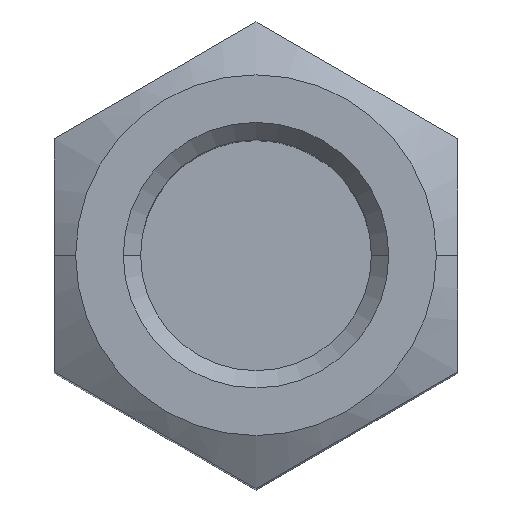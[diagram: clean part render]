
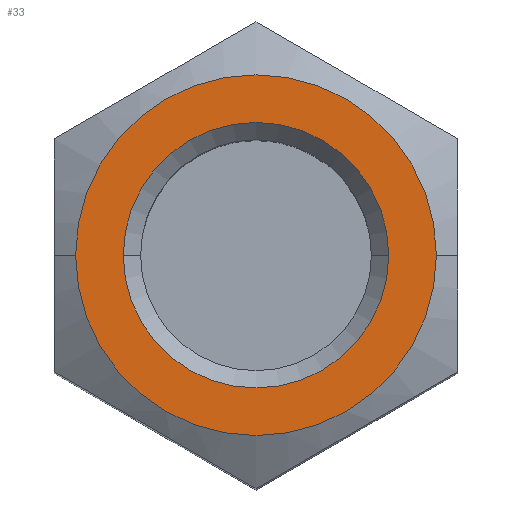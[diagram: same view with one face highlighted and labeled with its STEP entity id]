
A CAD part, top view. The second image highlights one B-rep face of the part: STEP entity #33.
In plain terms, the highlighted planar face has unit normal (0, 0, 1).
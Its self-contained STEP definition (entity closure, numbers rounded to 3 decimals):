
#1 = EDGE_CURVE ( 'NONE', #874, #617, #435, .T. ) ;
#9 = EDGE_CURVE ( 'NONE', #617, #874, #355, .T. ) ;
#16 = DIRECTION ( 'NONE',  ( 0., 0., 1. ) ) ;
#26 = AXIS2_PLACEMENT_3D ( 'NONE', #273, #136, #577 ) ;
#33 = ADVANCED_FACE ( 'NONE', ( #587, #421 ), #755, .F. ) ;
#52 = EDGE_CURVE ( 'NONE', #655, #647, #197, .T. ) ;
#88 = AXIS2_PLACEMENT_3D ( 'NONE', #552, #620, #398 ) ;
#115 = ORIENTED_EDGE ( 'NONE', *, *, #1, .F. ) ;
#136 = DIRECTION ( 'NONE',  ( 0., 0., 1. ) ) ;
#183 = DIRECTION ( 'NONE',  ( 0., 0., -1. ) ) ;
#197 = CIRCLE ( 'NONE', #576, 6.25 ) ;
#228 = ORIENTED_EDGE ( 'NONE', *, *, #52, .T. ) ;
#273 = CARTESIAN_POINT ( 'NONE',  ( 0., 0., 32. ) ) ;
#278 = ORIENTED_EDGE ( 'NONE', *, *, #9, .F. ) ;
#313 = ORIENTED_EDGE ( 'NONE', *, *, #833, .T. ) ;
#325 = CARTESIAN_POINT ( 'NONE',  ( 0., 0., 32. ) ) ;
#355 = CIRCLE ( 'NONE', #26, 4.6 ) ;
#398 = DIRECTION ( 'NONE',  ( 1., 0., 0. ) ) ;
#402 = DIRECTION ( 'NONE',  ( 1., 0., 0. ) ) ;
#421 = FACE_OUTER_BOUND ( 'NONE', #459, .T. ) ;
#426 = CARTESIAN_POINT ( 'NONE',  ( 6.25, 0., 32. ) ) ;
#430 = DIRECTION ( 'NONE',  ( -1., 0., 0. ) ) ;
#435 = CIRCLE ( 'NONE', #88, 4.6 ) ;
#459 = EDGE_LOOP ( 'NONE', ( #228, #313 ) ) ;
#552 = CARTESIAN_POINT ( 'NONE',  ( 0., 0., 32. ) ) ;
#576 = AXIS2_PLACEMENT_3D ( 'NONE', #601, #913, #901 ) ;
#577 = DIRECTION ( 'NONE',  ( 1., 0., 0. ) ) ;
#582 = AXIS2_PLACEMENT_3D ( 'NONE', #325, #16, #402 ) ;
#587 = FACE_BOUND ( 'NONE', #664, .T. ) ;
#601 = CARTESIAN_POINT ( 'NONE',  ( 0., 0., 32. ) ) ;
#617 = VERTEX_POINT ( 'NONE', #860 ) ;
#619 = CARTESIAN_POINT ( 'NONE',  ( 4.6, 0., 32. ) ) ;
#620 = DIRECTION ( 'NONE',  ( 0., 0., 1. ) ) ;
#647 = VERTEX_POINT ( 'NONE', #863 ) ;
#655 = VERTEX_POINT ( 'NONE', #426 ) ;
#664 = EDGE_LOOP ( 'NONE', ( #115, #278 ) ) ;
#755 = PLANE ( 'NONE',  #922 ) ;
#826 = CIRCLE ( 'NONE', #582, 6.25 ) ;
#833 = EDGE_CURVE ( 'NONE', #647, #655, #826, .T. ) ;
#850 = CARTESIAN_POINT ( 'NONE',  ( 0., -8.083, 32. ) ) ;
#860 = CARTESIAN_POINT ( 'NONE',  ( -4.6, 0., 32. ) ) ;
#863 = CARTESIAN_POINT ( 'NONE',  ( -6.25, 0., 32. ) ) ;
#874 = VERTEX_POINT ( 'NONE', #619 ) ;
#901 = DIRECTION ( 'NONE',  ( 1., 0., 0. ) ) ;
#913 = DIRECTION ( 'NONE',  ( 0., 0., 1. ) ) ;
#922 = AXIS2_PLACEMENT_3D ( 'NONE', #850, #183, #430 ) ;
